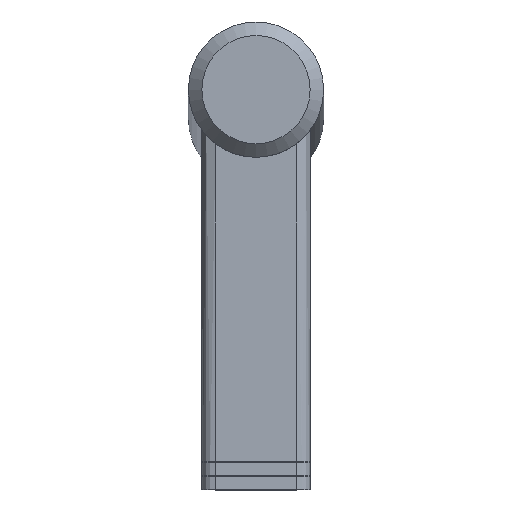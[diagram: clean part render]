
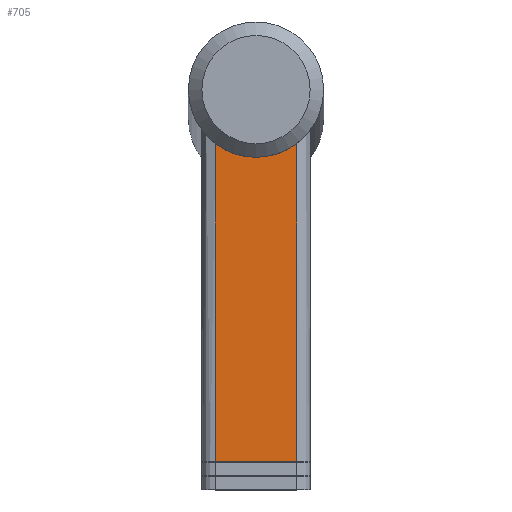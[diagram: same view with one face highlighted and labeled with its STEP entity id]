
A CAD part, top view. The second image highlights one B-rep face of the part: STEP entity #705.
In plain terms, the highlighted planar face has unit normal (0, 0, 1).
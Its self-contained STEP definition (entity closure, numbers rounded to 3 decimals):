
#61=PLANE('',#844);
#127=FACE_OUTER_BOUND('',#174,.T.);
#174=EDGE_LOOP('',(#577,#578,#579,#580));
#216=LINE('',#1396,#262);
#218=LINE('',#1400,#264);
#219=LINE('',#1402,#265);
#262=VECTOR('',#987,10.);
#264=VECTOR('',#993,10.);
#265=VECTOR('',#996,10.);
#299=CIRCLE('',#836,5.);
#351=VERTEX_POINT('',#1355);
#352=VERTEX_POINT('',#1368);
#356=VERTEX_POINT('',#1393);
#357=VERTEX_POINT('',#1395);
#427=EDGE_CURVE('',#351,#352,#299,.T.);
#435=EDGE_CURVE('',#356,#357,#216,.T.);
#438=EDGE_CURVE('',#357,#351,#218,.T.);
#439=EDGE_CURVE('',#352,#356,#219,.T.);
#577=ORIENTED_EDGE('',*,*,#438,.F.);
#578=ORIENTED_EDGE('',*,*,#435,.F.);
#579=ORIENTED_EDGE('',*,*,#439,.F.);
#580=ORIENTED_EDGE('',*,*,#427,.F.);
#705=ADVANCED_FACE('',(#127),#61,.T.);
#836=AXIS2_PLACEMENT_3D('',#1369,#971,#972);
#844=AXIS2_PLACEMENT_3D('',#1401,#994,#995);
#971=DIRECTION('center_axis',(0.,0.,1.));
#972=DIRECTION('ref_axis',(0.6,-0.8,0.));
#987=DIRECTION('',(0.,1.,0.));
#993=DIRECTION('',(1.,0.,0.));
#994=DIRECTION('center_axis',(0.,0.,1.));
#995=DIRECTION('ref_axis',(1.,0.,0.));
#996=DIRECTION('',(-1.,0.,0.));
#1355=CARTESIAN_POINT('',(-41.501,7.,20.));
#1368=CARTESIAN_POINT('',(-41.501,1.,20.));
#1369=CARTESIAN_POINT('Origin',(-37.501,4.,20.));
#1393=CARTESIAN_POINT('',(-65.001,1.,20.));
#1395=CARTESIAN_POINT('',(-65.001,7.,20.));
#1396=CARTESIAN_POINT('',(-65.001,8.,20.));
#1400=CARTESIAN_POINT('',(-58.841,7.,20.));
#1401=CARTESIAN_POINT('Origin',(-52.682,4.,20.));
#1402=CARTESIAN_POINT('',(-46.591,1.,20.));
